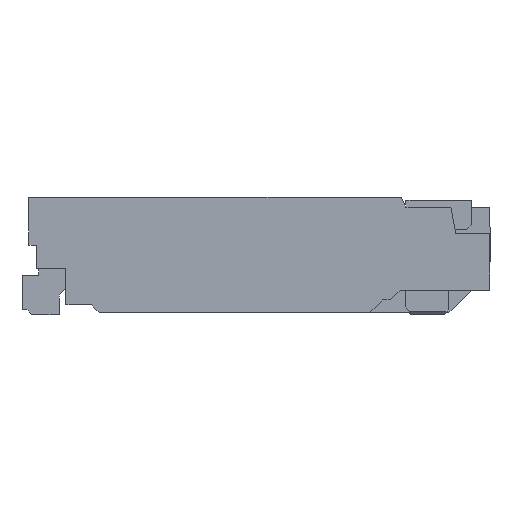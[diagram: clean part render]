
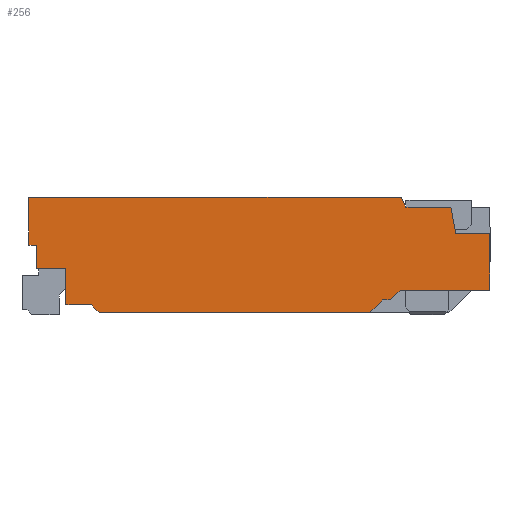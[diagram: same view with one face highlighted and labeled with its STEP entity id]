
A CAD part, left-side view. The second image highlights one B-rep face of the part: STEP entity #256.
In plain terms, the highlighted planar face has unit normal (-1, 0, 0).
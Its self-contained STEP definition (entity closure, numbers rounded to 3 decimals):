
#60=FACE_OUTER_BOUND('',#650,.T.);
#256=ADVANCED_FACE('',(#60),#453,.F.);
#453=PLANE('',#4074);
#650=EDGE_LOOP('',(#1013,#1014,#1015,#1016,#1017,#1018,#1019,#1020,#1021,
#1022,#1023,#1024,#1025,#1026,#1027,#1028,#1029,#1030));
#1013=ORIENTED_EDGE('',*,*,#2382,.T.);
#1014=ORIENTED_EDGE('',*,*,#2528,.T.);
#1015=ORIENTED_EDGE('',*,*,#2490,.F.);
#1016=ORIENTED_EDGE('',*,*,#2529,.T.);
#1017=ORIENTED_EDGE('',*,*,#2530,.T.);
#1018=ORIENTED_EDGE('',*,*,#2531,.T.);
#1019=ORIENTED_EDGE('',*,*,#2440,.T.);
#1020=ORIENTED_EDGE('',*,*,#2475,.T.);
#1021=ORIENTED_EDGE('',*,*,#2532,.T.);
#1022=ORIENTED_EDGE('',*,*,#2533,.T.);
#1023=ORIENTED_EDGE('',*,*,#2516,.T.);
#1024=ORIENTED_EDGE('',*,*,#2534,.T.);
#1025=ORIENTED_EDGE('',*,*,#2535,.T.);
#1026=ORIENTED_EDGE('',*,*,#2536,.T.);
#1027=ORIENTED_EDGE('',*,*,#2362,.T.);
#1028=ORIENTED_EDGE('',*,*,#2511,.F.);
#1029=ORIENTED_EDGE('',*,*,#2537,.T.);
#1030=ORIENTED_EDGE('',*,*,#2375,.T.);
#1982=VERTEX_POINT('',#5250);
#1983=VERTEX_POINT('',#5251);
#1995=VERTEX_POINT('',#5276);
#1996=VERTEX_POINT('',#5278);
#2001=VERTEX_POINT('',#5290);
#2059=VERTEX_POINT('',#5409);
#2060=VERTEX_POINT('',#5411);
#2089=VERTEX_POINT('',#5475);
#2102=VERTEX_POINT('',#5505);
#2103=VERTEX_POINT('',#5507);
#2120=VERTEX_POINT('',#5546);
#2125=VERTEX_POINT('',#5557);
#2126=VERTEX_POINT('',#5559);
#2137=VERTEX_POINT('',#5584);
#2138=VERTEX_POINT('',#5586);
#2139=VERTEX_POINT('',#5589);
#2140=VERTEX_POINT('',#5592);
#2141=VERTEX_POINT('',#5594);
#2362=EDGE_CURVE('',#1982,#1983,#2935,.T.);
#2375=EDGE_CURVE('',#1996,#1995,#2948,.T.);
#2382=EDGE_CURVE('',#1995,#2001,#2955,.T.);
#2440=EDGE_CURVE('',#2060,#2059,#3013,.T.);
#2475=EDGE_CURVE('',#2059,#2089,#3048,.T.);
#2490=EDGE_CURVE('',#2102,#2103,#3063,.T.);
#2511=EDGE_CURVE('',#2120,#1983,#3084,.T.);
#2516=EDGE_CURVE('',#2126,#2125,#3089,.T.);
#2528=EDGE_CURVE('',#2001,#2103,#3101,.T.);
#2529=EDGE_CURVE('',#2102,#2137,#3102,.T.);
#2530=EDGE_CURVE('',#2137,#2138,#3103,.T.);
#2531=EDGE_CURVE('',#2138,#2060,#3104,.T.);
#2532=EDGE_CURVE('',#2089,#2139,#3105,.T.);
#2533=EDGE_CURVE('',#2139,#2126,#3106,.T.);
#2534=EDGE_CURVE('',#2125,#2140,#3107,.T.);
#2535=EDGE_CURVE('',#2140,#2141,#3108,.T.);
#2536=EDGE_CURVE('',#2141,#1982,#3109,.T.);
#2537=EDGE_CURVE('',#2120,#1996,#3110,.T.);
#2935=LINE('',#5249,#3498);
#2948=LINE('',#5277,#3511);
#2955=LINE('',#5291,#3518);
#3013=LINE('',#5410,#3576);
#3048=LINE('',#5476,#3611);
#3063=LINE('',#5506,#3626);
#3084=LINE('',#5547,#3647);
#3089=LINE('',#5558,#3652);
#3101=LINE('',#5582,#3664);
#3102=LINE('',#5583,#3665);
#3103=LINE('',#5585,#3666);
#3104=LINE('',#5587,#3667);
#3105=LINE('',#5588,#3668);
#3106=LINE('',#5590,#3669);
#3107=LINE('',#5591,#3670);
#3108=LINE('',#5593,#3671);
#3109=LINE('',#5595,#3672);
#3110=LINE('',#5596,#3673);
#3498=VECTOR('',#4271,1.);
#3511=VECTOR('',#4286,1.);
#3518=VECTOR('',#4295,1.);
#3576=VECTOR('',#4359,1.);
#3611=VECTOR('',#4396,1.);
#3626=VECTOR('',#4415,1.);
#3647=VECTOR('',#4440,1.);
#3652=VECTOR('',#4447,1.);
#3664=VECTOR('',#4461,1.);
#3665=VECTOR('',#4462,1.);
#3666=VECTOR('',#4463,1.);
#3667=VECTOR('',#4464,1.);
#3668=VECTOR('',#4465,1.);
#3669=VECTOR('',#4466,1.);
#3670=VECTOR('',#4467,1.);
#3671=VECTOR('',#4468,1.);
#3672=VECTOR('',#4469,1.);
#3673=VECTOR('',#4470,1.);
#4074=AXIS2_PLACEMENT_3D('',#5597,#4471,#4472);
#4271=DIRECTION('',(0.,-1.,0.));
#4286=DIRECTION('',(0.,0.182,0.983));
#4295=DIRECTION('',(0.,1.,0.));
#4359=DIRECTION('',(0.,-1.,0.));
#4396=DIRECTION('',(0.,0.,-1.));
#4415=DIRECTION('',(0.,-1.,0.));
#4440=DIRECTION('',(0.,0.,-1.));
#4447=DIRECTION('',(0.,-1.,0.));
#4461=DIRECTION('',(0.,0.447,0.894));
#4462=DIRECTION('',(0.,0.,-1.));
#4463=DIRECTION('',(0.,-1.,0.));
#4464=DIRECTION('',(0.,0.,-1.));
#4465=DIRECTION('',(0.,-1.,0.));
#4466=DIRECTION('',(0.,-0.707,-0.707));
#4467=DIRECTION('',(0.,-0.707,0.707));
#4468=DIRECTION('',(0.,-1.,0.));
#4469=DIRECTION('',(0.,-0.707,0.707));
#4470=DIRECTION('',(0.,1.,0.));
#4471=DIRECTION('',(1.,0.,0.));
#4472=DIRECTION('',(0.,1.,0.));
#5249=CARTESIAN_POINT('',(-5.45,0.87,0.23));
#5250=CARTESIAN_POINT('',(-5.45,0.87,0.23));
#5251=CARTESIAN_POINT('',(-5.45,-0.05,0.23));
#5276=CARTESIAN_POINT('',(-5.45,0.35,1.08));
#5277=CARTESIAN_POINT('',(-5.45,0.3,0.81));
#5278=CARTESIAN_POINT('',(-5.45,0.3,0.81));
#5290=CARTESIAN_POINT('',(-5.45,0.81,1.08));
#5291=CARTESIAN_POINT('',(-5.45,0.35,1.08));
#5409=CARTESIAN_POINT('',(-5.45,4.29,0.45));
#5410=CARTESIAN_POINT('',(-5.45,4.59,0.45));
#5411=CARTESIAN_POINT('',(-5.45,4.59,0.45));
#5475=CARTESIAN_POINT('',(-5.45,4.29,0.08));
#5476=CARTESIAN_POINT('',(-5.45,4.29,0.45));
#5505=CARTESIAN_POINT('',(-5.45,4.67,1.18));
#5506=CARTESIAN_POINT('',(-5.45,4.67,1.18));
#5507=CARTESIAN_POINT('',(-5.45,0.86,1.18));
#5546=CARTESIAN_POINT('',(-5.45,-0.05,0.81));
#5547=CARTESIAN_POINT('',(-5.45,-0.05,1.18));
#5557=CARTESIAN_POINT('',(-5.45,1.18,0.));
#5558=CARTESIAN_POINT('',(-5.45,4.67,0.));
#5559=CARTESIAN_POINT('',(-5.45,3.95,0.));
#5582=CARTESIAN_POINT('',(-5.45,0.81,1.08));
#5583=CARTESIAN_POINT('',(-5.45,4.67,1.18));
#5584=CARTESIAN_POINT('',(-5.45,4.67,0.69));
#5585=CARTESIAN_POINT('',(-5.45,4.67,0.69));
#5586=CARTESIAN_POINT('',(-5.45,4.59,0.69));
#5587=CARTESIAN_POINT('',(-5.45,4.59,0.69));
#5588=CARTESIAN_POINT('',(-5.45,4.29,0.08));
#5589=CARTESIAN_POINT('',(-5.45,4.03,0.08));
#5590=CARTESIAN_POINT('',(-5.45,4.03,0.08));
#5591=CARTESIAN_POINT('',(-5.45,1.18,0.));
#5592=CARTESIAN_POINT('',(-5.45,1.05,0.13));
#5593=CARTESIAN_POINT('',(-5.45,1.05,0.13));
#5594=CARTESIAN_POINT('',(-5.45,0.97,0.13));
#5595=CARTESIAN_POINT('',(-5.45,0.97,0.13));
#5596=CARTESIAN_POINT('',(-5.45,-0.05,0.81));
#5597=CARTESIAN_POINT('',(-5.45,4.67,1.18));
